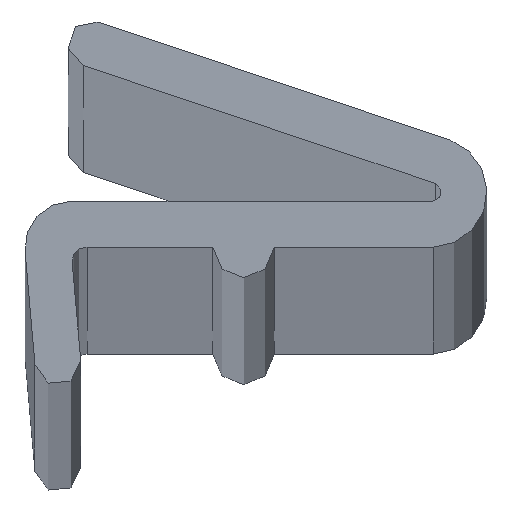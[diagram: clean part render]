
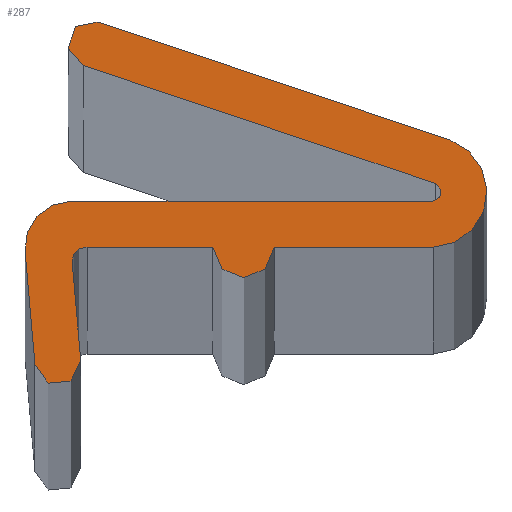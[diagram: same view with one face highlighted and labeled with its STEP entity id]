
A CAD part, top view. The second image highlights one B-rep face of the part: STEP entity #287.
In plain terms, the highlighted planar face has unit normal (0, 0, 1).
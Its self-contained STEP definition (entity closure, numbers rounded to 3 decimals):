
#22=FACE_OUTER_BOUND('',#38,.T.);
#38=EDGE_LOOP('',(#194,#195,#196,#197,#198,#199,#200,#201,#202,#203,#204,
#205,#206,#207));
#54=CIRCLE('',#318,1.5);
#55=CIRCLE('',#319,0.75);
#56=CIRCLE('',#320,0.442);
#57=CIRCLE('',#321,1.);
#58=CIRCLE('',#322,1.802);
#59=CIRCLE('',#323,0.75);
#60=CIRCLE('',#324,0.3);
#68=LINE('',#441,#96);
#69=LINE('',#445,#97);
#70=LINE('',#449,#98);
#71=LINE('',#453,#99);
#72=LINE('',#457,#100);
#73=LINE('',#461,#101);
#74=LINE('',#465,#102);
#96=VECTOR('',#351,10.);
#97=VECTOR('',#354,10.);
#98=VECTOR('',#357,10.);
#99=VECTOR('',#360,10.);
#100=VECTOR('',#363,10.);
#101=VECTOR('',#366,10.);
#102=VECTOR('',#369,10.);
#124=VERTEX_POINT('',#439);
#125=VERTEX_POINT('',#440);
#126=VERTEX_POINT('',#442);
#127=VERTEX_POINT('',#444);
#128=VERTEX_POINT('',#446);
#129=VERTEX_POINT('',#448);
#130=VERTEX_POINT('',#450);
#131=VERTEX_POINT('',#452);
#132=VERTEX_POINT('',#454);
#133=VERTEX_POINT('',#456);
#134=VERTEX_POINT('',#458);
#135=VERTEX_POINT('',#460);
#136=VERTEX_POINT('',#462);
#137=VERTEX_POINT('',#464);
#152=EDGE_CURVE('',#124,#125,#68,.T.);
#153=EDGE_CURVE('',#125,#126,#54,.T.);
#154=EDGE_CURVE('',#126,#127,#69,.T.);
#155=EDGE_CURVE('',#127,#128,#55,.T.);
#156=EDGE_CURVE('',#128,#129,#70,.T.);
#157=EDGE_CURVE('',#129,#130,#56,.T.);
#158=EDGE_CURVE('',#130,#131,#71,.T.);
#159=EDGE_CURVE('',#131,#132,#57,.T.);
#160=EDGE_CURVE('',#132,#133,#72,.T.);
#161=EDGE_CURVE('',#133,#134,#58,.T.);
#162=EDGE_CURVE('',#134,#135,#73,.T.);
#163=EDGE_CURVE('',#135,#136,#59,.T.);
#164=EDGE_CURVE('',#136,#137,#74,.T.);
#165=EDGE_CURVE('',#137,#124,#60,.T.);
#194=ORIENTED_EDGE('',*,*,#152,.T.);
#195=ORIENTED_EDGE('',*,*,#153,.T.);
#196=ORIENTED_EDGE('',*,*,#154,.T.);
#197=ORIENTED_EDGE('',*,*,#155,.T.);
#198=ORIENTED_EDGE('',*,*,#156,.T.);
#199=ORIENTED_EDGE('',*,*,#157,.T.);
#200=ORIENTED_EDGE('',*,*,#158,.T.);
#201=ORIENTED_EDGE('',*,*,#159,.T.);
#202=ORIENTED_EDGE('',*,*,#160,.T.);
#203=ORIENTED_EDGE('',*,*,#161,.T.);
#204=ORIENTED_EDGE('',*,*,#162,.T.);
#205=ORIENTED_EDGE('',*,*,#163,.T.);
#206=ORIENTED_EDGE('',*,*,#164,.T.);
#207=ORIENTED_EDGE('',*,*,#165,.T.);
#278=PLANE('',#317);
#287=ADVANCED_FACE('',(#22),#278,.T.);
#317=AXIS2_PLACEMENT_3D('',#438,#349,#350);
#318=AXIS2_PLACEMENT_3D('',#443,#352,#353);
#319=AXIS2_PLACEMENT_3D('',#447,#355,#356);
#320=AXIS2_PLACEMENT_3D('',#451,#358,#359);
#321=AXIS2_PLACEMENT_3D('',#455,#361,#362);
#322=AXIS2_PLACEMENT_3D('',#459,#364,#365);
#323=AXIS2_PLACEMENT_3D('',#463,#367,#368);
#324=AXIS2_PLACEMENT_3D('',#466,#370,#371);
#349=DIRECTION('center_axis',(0.,0.,1.));
#350=DIRECTION('ref_axis',(-1.,0.,0.));
#351=DIRECTION('',(-1.,0.,0.));
#352=DIRECTION('center_axis',(0.,0.,1.));
#353=DIRECTION('ref_axis',(0.,1.,0.));
#354=DIRECTION('',(0.087,-0.996,0.));
#355=DIRECTION('center_axis',(0.,0.,1.));
#356=DIRECTION('ref_axis',(-0.996,-0.087,0.));
#357=DIRECTION('',(-0.087,0.996,0.));
#358=DIRECTION('center_axis',(0.,0.,-1.));
#359=DIRECTION('ref_axis',(0.107,0.994,0.));
#360=DIRECTION('',(1.,0.,0.));
#361=DIRECTION('center_axis',(0.,0.,1.));
#362=DIRECTION('ref_axis',(-1.,0.,0.));
#363=DIRECTION('',(1.,0.,0.));
#364=DIRECTION('center_axis',(0.,0.,1.));
#365=DIRECTION('ref_axis',(0.026,-1.,0.));
#366=DIRECTION('',(-0.948,0.318,0.));
#367=DIRECTION('center_axis',(0.,0.,1.));
#368=DIRECTION('ref_axis',(0.32,0.947,0.));
#369=DIRECTION('',(0.948,-0.318,0.));
#370=DIRECTION('center_axis',(0.,0.,-1.));
#371=DIRECTION('ref_axis',(0.026,-1.,0.));
#438=CARTESIAN_POINT('Origin',(24.284,9.044,2000.));
#439=CARTESIAN_POINT('',(13.45,6.142,2000.));
#440=CARTESIAN_POINT('',(1.642,6.142,2000.));
#441=CARTESIAN_POINT('',(13.45,6.142,2000.));
#442=CARTESIAN_POINT('',(0.148,4.511,2000.));
#443=CARTESIAN_POINT('Origin',(1.642,4.642,2000.));
#444=CARTESIAN_POINT('',(0.471,0.819,2000.));
#445=CARTESIAN_POINT('',(0.148,4.511,2000.));
#446=CARTESIAN_POINT('',(1.965,0.95,2000.));
#447=CARTESIAN_POINT('Origin',(1.218,0.884,2000.));
#448=CARTESIAN_POINT('',(1.685,4.146,2000.));
#449=CARTESIAN_POINT('',(1.965,0.95,2000.));
#450=CARTESIAN_POINT('',(2.171,4.642,2000.));
#451=CARTESIAN_POINT('Origin',(2.124,4.203,2000.));
#452=CARTESIAN_POINT('',(6.282,4.642,2000.));
#453=CARTESIAN_POINT('',(2.171,4.642,2000.));
#454=CARTESIAN_POINT('',(8.282,4.642,2000.));
#455=CARTESIAN_POINT('Origin',(7.282,4.642,2000.));
#456=CARTESIAN_POINT('',(13.475,4.642,2000.));
#457=CARTESIAN_POINT('',(8.282,4.642,2000.));
#458=CARTESIAN_POINT('',(14.018,8.147,2000.));
#459=CARTESIAN_POINT('Origin',(13.428,6.444,2000.));
#460=CARTESIAN_POINT('',(2.53,11.997,2000.));
#461=CARTESIAN_POINT('',(14.018,8.147,2000.));
#462=CARTESIAN_POINT('',(2.053,10.574,2000.));
#463=CARTESIAN_POINT('Origin',(2.29,11.286,2000.));
#464=CARTESIAN_POINT('',(13.537,6.726,2000.));
#465=CARTESIAN_POINT('',(2.053,10.574,2000.));
#466=CARTESIAN_POINT('Origin',(13.442,6.442,2000.));
